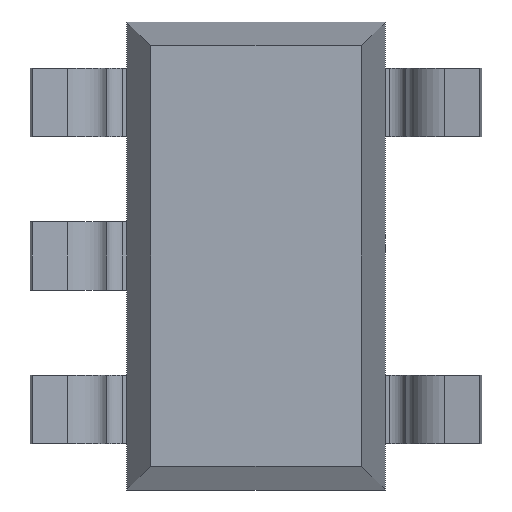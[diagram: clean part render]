
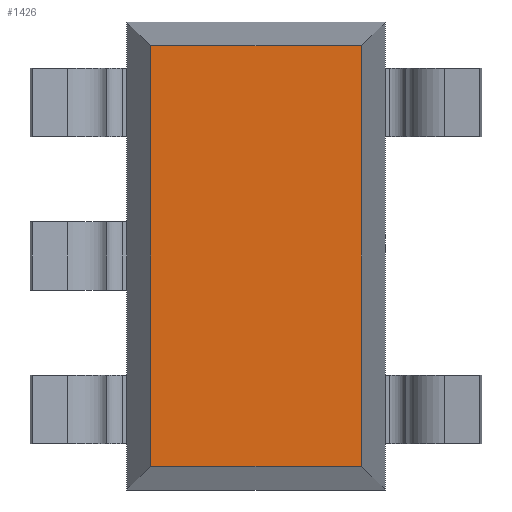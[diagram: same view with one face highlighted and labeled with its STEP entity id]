
A CAD part, front view. The second image highlights one B-rep face of the part: STEP entity #1426.
In plain terms, the highlighted planar face has unit normal (0, -1, 0).
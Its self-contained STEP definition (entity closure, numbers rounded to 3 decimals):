
#98=FACE_OUTER_BOUND('',#182,.T.);
#182=EDGE_LOOP('',(#985,#986,#987,#988));
#274=LINE('',#2104,#442);
#277=LINE('',#2109,#445);
#279=LINE('',#2113,#447);
#280=LINE('',#2115,#448);
#442=VECTOR('',#1683,1000.);
#445=VECTOR('',#1688,1000.);
#447=VECTOR('',#1692,1000.);
#448=VECTOR('',#1695,1000.);
#601=VERTEX_POINT('',#2101);
#602=VERTEX_POINT('',#2103);
#603=VERTEX_POINT('',#2107);
#604=VERTEX_POINT('',#2111);
#746=EDGE_CURVE('',#602,#601,#274,.T.);
#749=EDGE_CURVE('',#601,#603,#277,.T.);
#751=EDGE_CURVE('',#603,#604,#279,.T.);
#752=EDGE_CURVE('',#604,#602,#280,.T.);
#985=ORIENTED_EDGE('',*,*,#746,.T.);
#986=ORIENTED_EDGE('',*,*,#749,.T.);
#987=ORIENTED_EDGE('',*,*,#751,.T.);
#988=ORIENTED_EDGE('',*,*,#752,.T.);
#1362=PLANE('',#1529);
#1426=ADVANCED_FACE('',(#98),#1362,.T.);
#1529=AXIS2_PLACEMENT_3D('',#2116,#1696,#1697);
#1683=DIRECTION('',(1.,0.,0.));
#1688=DIRECTION('',(0.,0.,1.));
#1692=DIRECTION('',(-1.,0.,0.));
#1695=DIRECTION('',(0.,0.,-1.));
#1696=DIRECTION('center_axis',(0.,-1.,0.));
#1697=DIRECTION('ref_axis',(0.,0.,-1.));
#2101=CARTESIAN_POINT('',(0.654,0.15,-1.304));
#2103=CARTESIAN_POINT('',(-0.654,0.15,-1.304));
#2104=CARTESIAN_POINT('',(-0.8,0.15,-1.304));
#2107=CARTESIAN_POINT('',(0.654,0.15,1.304));
#2109=CARTESIAN_POINT('',(0.654,0.15,-1.45));
#2111=CARTESIAN_POINT('',(-0.654,0.15,1.304));
#2113=CARTESIAN_POINT('',(0.8,0.15,1.304));
#2115=CARTESIAN_POINT('',(-0.654,0.15,1.45));
#2116=CARTESIAN_POINT('Origin',(0.,0.15,0.));
